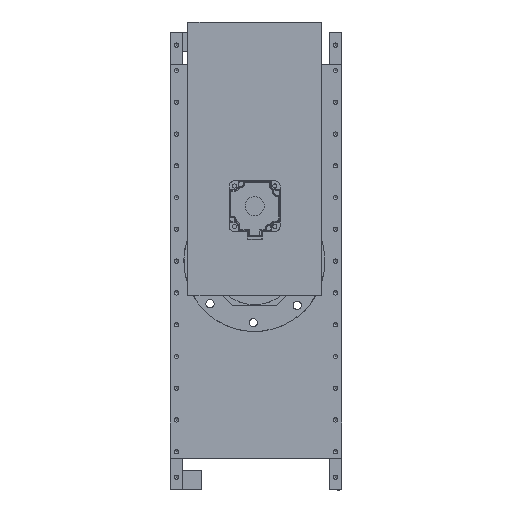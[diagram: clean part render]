
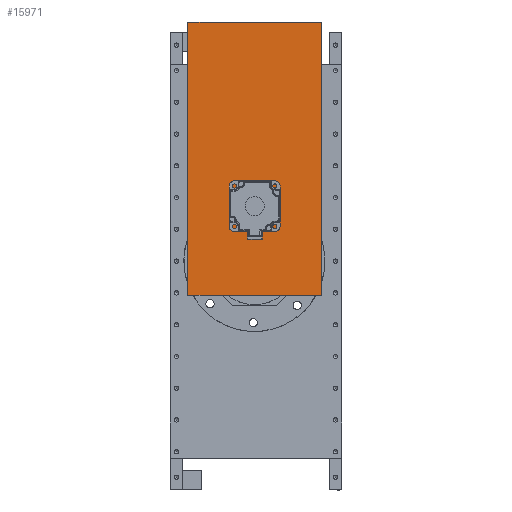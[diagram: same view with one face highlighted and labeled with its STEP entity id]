
A CAD part, top view. The second image highlights one B-rep face of the part: STEP entity #15971.
In plain terms, the highlighted face is planar.
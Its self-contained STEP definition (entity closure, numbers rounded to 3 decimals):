
#1264=LINE('',#23968,#2285);
#1268=LINE('',#23977,#2289);
#1271=LINE('',#23981,#2292);
#1273=LINE('',#23984,#2294);
#2285=VECTOR('',#19239,10.);
#2289=VECTOR('',#19245,10.);
#2292=VECTOR('',#19250,10.);
#2294=VECTOR('',#19254,10.);
#3286=PLANE('',#17110);
#4129=FACE_OUTER_BOUND('',#5295,.T.);
#5295=EDGE_LOOP('',(#11270,#11271,#11272,#11273));
#7153=VERTEX_POINT('',#23965);
#7154=VERTEX_POINT('',#23967);
#7157=VERTEX_POINT('',#23974);
#7158=VERTEX_POINT('',#23976);
#8740=EDGE_CURVE('',#7153,#7154,#1264,.F.);
#8744=EDGE_CURVE('',#7158,#7157,#1268,.T.);
#8747=EDGE_CURVE('',#7158,#7153,#1271,.F.);
#8749=EDGE_CURVE('',#7157,#7154,#1273,.T.);
#11270=ORIENTED_EDGE('',*,*,#8749,.T.);
#11271=ORIENTED_EDGE('',*,*,#8740,.F.);
#11272=ORIENTED_EDGE('',*,*,#8747,.F.);
#11273=ORIENTED_EDGE('',*,*,#8744,.T.);
#15971=ADVANCED_FACE('',(#4129),#3286,.T.);
#17110=AXIS2_PLACEMENT_3D('',#23985,#19255,#19256);
#19239=DIRECTION('',(-1.,0.,0.));
#19245=DIRECTION('',(1.,0.,0.));
#19250=DIRECTION('',(0.,1.,0.));
#19254=DIRECTION('',(0.,-1.,0.));
#19255=DIRECTION('center_axis',(0.,0.,-1.));
#19256=DIRECTION('ref_axis',(-1.,0.,0.));
#23965=CARTESIAN_POINT('',(-1185.,-285.,-545.));
#23967=CARTESIAN_POINT('',(-975.,-285.,-545.));
#23968=CARTESIAN_POINT('',(-1027.5,-285.,-545.));
#23974=CARTESIAN_POINT('',(-975.,145.,-545.));
#23976=CARTESIAN_POINT('',(-1185.,145.,-545.));
#23977=CARTESIAN_POINT('',(-1132.5,145.,-545.));
#23981=CARTESIAN_POINT('',(-1185.,-102.5,-545.));
#23984=CARTESIAN_POINT('',(-975.,62.5,-545.));
#23985=CARTESIAN_POINT('Origin',(-1080.,-20.,-545.));
